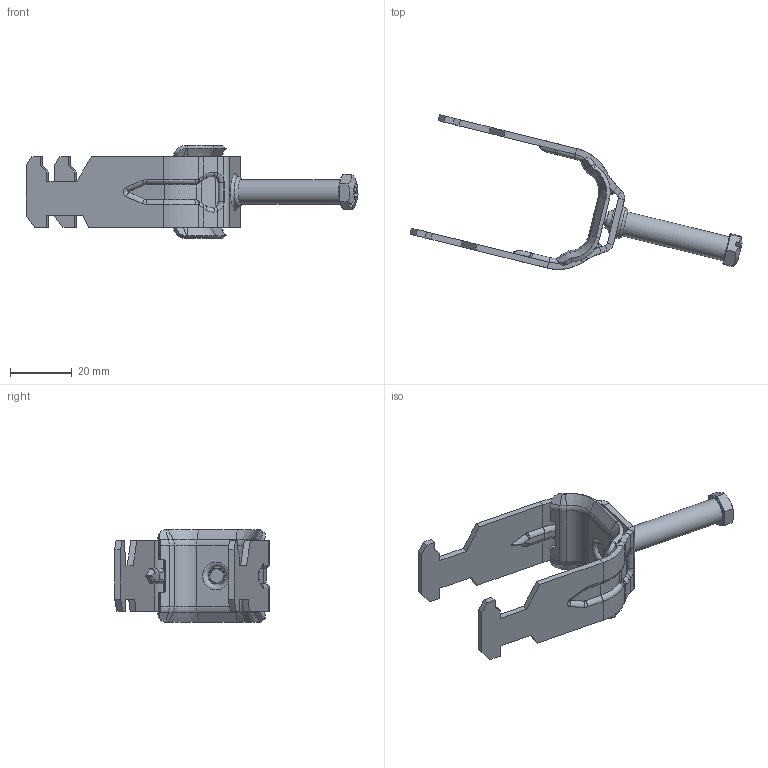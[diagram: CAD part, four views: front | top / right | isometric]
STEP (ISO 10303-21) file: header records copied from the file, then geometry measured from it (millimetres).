
FILE_DESCRIPTION(/* description */ (''),/* implementation_level */ '2;1');
FILE_NAME(/* name */ 'UK1 UKO1 28-34.stp',/* time_stamp */ '2020-11-16T11:48:08+01:00',/* author */ ('stanislaw.luczak'),/* organization */ (''),/* preprocessor_version */ 'ST-DEVELOPER v18.1',/* originating_system */ 'Autodesk Inventor 2021',/* authorisation */ '');
FILE_SCHEMA (('AUTOMOTIVE_DESIGN { 1 0 10303 214 3 1 1 }'));
Length unit declared in the file: millimetre
Products named in the file (4): UK1 UKO1 28-34; łezka 28-34; obejma 28-34; śruba UK  - dlugosc 40mm
Assembly tree (3 placements, depth 2):
  UK1 UKO1 28-34
    łezka 28-34
    obejma 28-34
    śruba UK  - dlugosc 40mm
Bounding box: 107.92 x 50.28 x 30 mm (x, y, z)
Volume: 10231.7 mm3; surface area: 11437.3 mm2
Topology: 3 solids, 3 shells, 380 faces, 917 edges, 547 vertices
Faces by surface type: plane 154, cylinder 95, bspline 64, torus 41, cone 26
Full cylindrical faces by diameter (mm): 4 x1, 4.5 x1, 5 x1, 6 x1, 6.647 x1, 8 x1, 10 x1
Entity records: 12386 total; most frequent: CARTESIAN_POINT 3633, ORIENTED_EDGE 1830, DIRECTION 1763, EDGE_CURVE 915, AXIS2_PLACEMENT_3D 656, VERTEX_POINT 547, LINE 451, VECTOR 451
